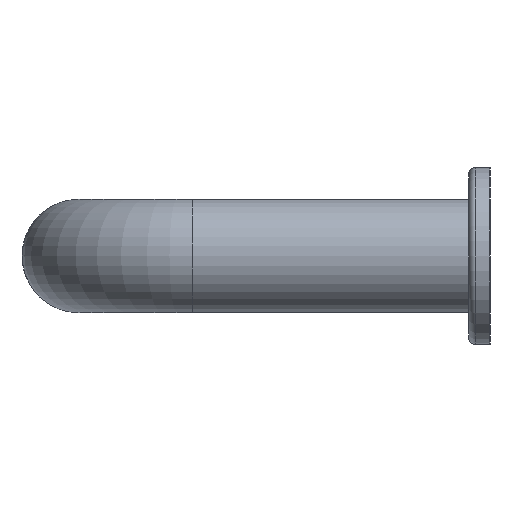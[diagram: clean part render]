
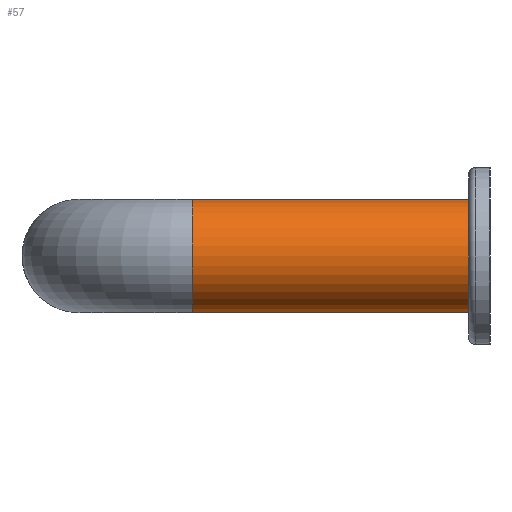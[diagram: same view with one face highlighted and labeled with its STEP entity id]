
A CAD part, left-side view. The second image highlights one B-rep face of the part: STEP entity #57.
In plain terms, the highlighted cylindrical face has radius 4 mm (diameter 8 mm), a full revolution.
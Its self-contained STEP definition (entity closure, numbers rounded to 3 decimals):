
#57 = ADVANCED_FACE( '', ( #132, #133 ), #134, .T. );
#132 = FACE_OUTER_BOUND( '', #239, .T. );
#133 = FACE_OUTER_BOUND( '', #240, .T. );
#134 = CYLINDRICAL_SURFACE( '', #241, 4. );
#239 = EDGE_LOOP( '', ( #348 ) );
#240 = EDGE_LOOP( '', ( #349 ) );
#241 = AXIS2_PLACEMENT_3D( '', #350, #351, #352 );
#348 = ORIENTED_EDGE( '', *, *, #485, .F. );
#349 = ORIENTED_EDGE( '', *, *, #486, .T. );
#350 = CARTESIAN_POINT( '', ( 4., 0., 0. ) );
#351 = DIRECTION( '', ( 0., 1., 0. ) );
#352 = DIRECTION( '', ( 0., 0., -1. ) );
#485 = EDGE_CURVE( '', #543, #543, #544, .T. );
#486 = EDGE_CURVE( '', #545, #545, #546, .T. );
#543 = VERTEX_POINT( '', #616 );
#544 = CIRCLE( '', #617, 4. );
#545 = VERTEX_POINT( '', #618 );
#546 = CIRCLE( '', #619, 4. );
#616 = CARTESIAN_POINT( '', ( 4., 1.5, -4. ) );
#617 = AXIS2_PLACEMENT_3D( '', #691, #692, #693 );
#618 = CARTESIAN_POINT( '', ( 4., 21., -4. ) );
#619 = AXIS2_PLACEMENT_3D( '', #694, #695, #696 );
#691 = CARTESIAN_POINT( '', ( 4., 1.5, 0. ) );
#692 = DIRECTION( '', ( 0., -1., 0. ) );
#693 = DIRECTION( '', ( 0., 0., -1. ) );
#694 = CARTESIAN_POINT( '', ( 4., 21., 0. ) );
#695 = DIRECTION( '', ( 0., -1., 0. ) );
#696 = DIRECTION( '', ( 0., 0., -1. ) );
